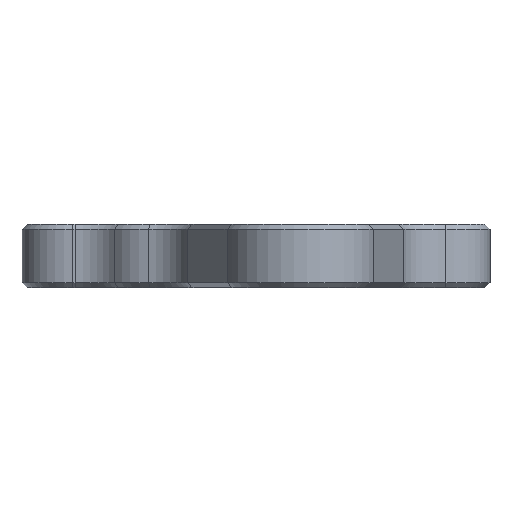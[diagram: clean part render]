
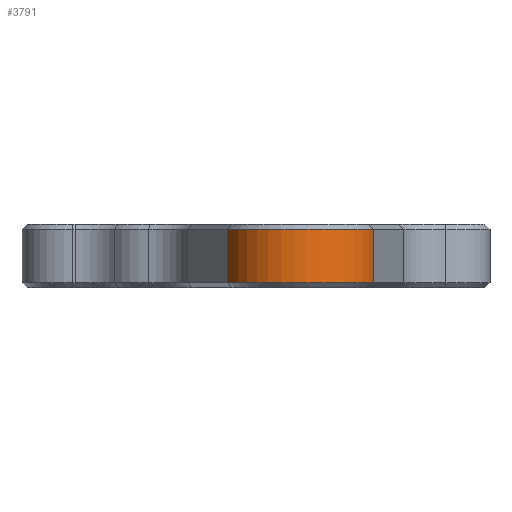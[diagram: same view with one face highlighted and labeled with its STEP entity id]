
A CAD part, left-side view. The second image highlights one B-rep face of the part: STEP entity #3791.
In plain terms, the highlighted cylindrical face has radius 6 mm (diameter 12 mm), a partial arc.
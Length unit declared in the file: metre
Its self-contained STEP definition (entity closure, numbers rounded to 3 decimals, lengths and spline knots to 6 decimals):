
#357=LINE('',#6178,#693);
#358=LINE('',#6183,#694);
#693=VECTOR('',#4852,1.);
#694=VECTOR('',#4855,1.);
#1135=ORIENTED_EDGE('',*,*,#2269,.T.);
#1136=ORIENTED_EDGE('',*,*,#2270,.T.);
#1137=ORIENTED_EDGE('',*,*,#2271,.F.);
#1138=ORIENTED_EDGE('',*,*,#2272,.T.);
#2269=EDGE_CURVE('',#2835,#2836,#357,.T.);
#2270=EDGE_CURVE('',#2836,#2837,#3051,.T.);
#2271=EDGE_CURVE('',#2838,#2837,#358,.T.);
#2272=EDGE_CURVE('',#2838,#2835,#3052,.F.);
#2835=VERTEX_POINT('',#6179);
#2836=VERTEX_POINT('',#6180);
#2837=VERTEX_POINT('',#6182);
#2838=VERTEX_POINT('',#6184);
#3051=CIRCLE('',#4160,0.006);
#3052=CIRCLE('',#4161,0.006);
#3190=EDGE_LOOP('',(#1135,#1136,#1137,#1138));
#3474=FACE_BOUND('',#3190,.T.);
#3725=CYLINDRICAL_SURFACE('',#4159,0.006);
#3791=ADVANCED_FACE('',(#3474),#3725,.T.);
#4159=AXIS2_PLACEMENT_3D('',#6177,#4850,#4851);
#4160=AXIS2_PLACEMENT_3D('',#6181,#4853,#4854);
#4161=AXIS2_PLACEMENT_3D('',#6185,#4856,#4857);
#4850=DIRECTION('',(0.,0.,-1.));
#4851=DIRECTION('',(0.,1.,0.));
#4852=DIRECTION('',(0.,0.,-1.));
#4853=DIRECTION('',(0.,0.,1.));
#4854=DIRECTION('',(0.,-1.,0.));
#4855=DIRECTION('',(0.,0.,-1.));
#4856=DIRECTION('',(0.,0.,1.));
#4857=DIRECTION('',(0.,-1.,0.));
#6177=CARTESIAN_POINT('',(-0.0375,-0.011,0.005));
#6178=CARTESIAN_POINT('',(-0.039081,-0.005212,0.005));
#6179=CARTESIAN_POINT('',(-0.039081,-0.005212,0.0046));
#6180=CARTESIAN_POINT('',(-0.039081,-0.005212,0.0004));
#6181=CARTESIAN_POINT('',(-0.0375,-0.011,0.0004));
#6182=CARTESIAN_POINT('',(-0.039081,-0.016788,0.0004));
#6183=CARTESIAN_POINT('',(-0.039081,-0.016788,0.005));
#6184=CARTESIAN_POINT('',(-0.039081,-0.016788,0.0046));
#6185=CARTESIAN_POINT('',(-0.0375,-0.011,0.0046));
